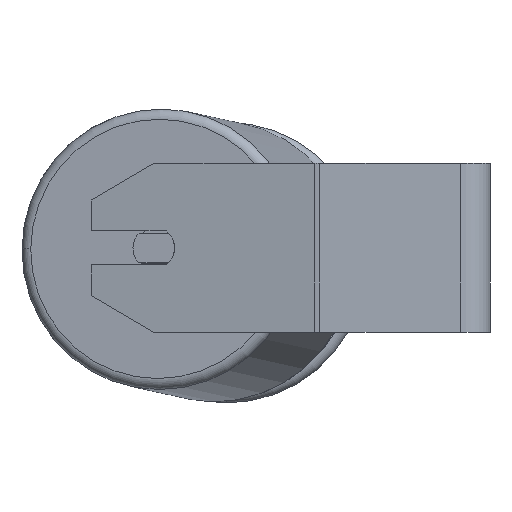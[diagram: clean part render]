
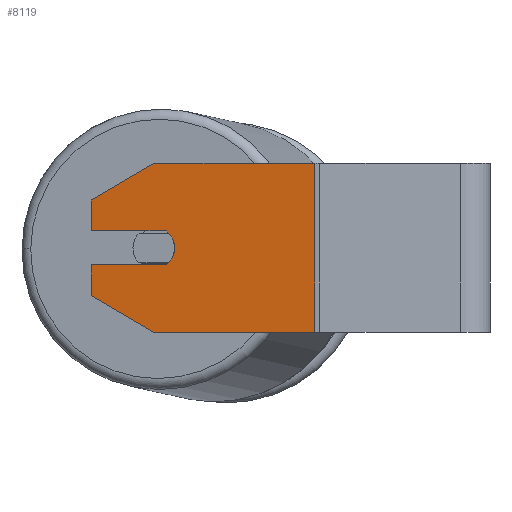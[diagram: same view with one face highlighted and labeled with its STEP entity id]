
A CAD part, left-side view. The second image highlights one B-rep face of the part: STEP entity #8119.
In plain terms, the highlighted planar face has unit normal (-0.985, 0.174, 0).
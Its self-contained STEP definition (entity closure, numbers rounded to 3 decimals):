
#198 = DIRECTION ( 'NONE',  ( 0.985, -0.174, 0. ) ) ;
#269 = DIRECTION ( 'NONE',  ( -0.174, -0.985, 0. ) ) ;
#359 = VERTEX_POINT ( 'NONE', #4050 ) ;
#393 = DIRECTION ( 'NONE',  ( -0.174, -0.985, 0. ) ) ;
#518 = LINE ( 'NONE', #1847, #1362 ) ;
#776 = CARTESIAN_POINT ( 'NONE',  ( -286.338, 159.375, 0. ) ) ;
#844 = CARTESIAN_POINT ( 'NONE',  ( -281.129, 188.919, 40. ) ) ;
#851 = CARTESIAN_POINT ( 'NONE',  ( -299.787, 83.102, -40. ) ) ;
#892 = FACE_OUTER_BOUND ( 'NONE', #3829, .T. ) ;
#909 = VECTOR ( 'NONE', #7730, 1000. ) ;
#926 = ORIENTED_EDGE ( 'NONE', *, *, #3349, .T. ) ;
#1272 = EDGE_CURVE ( 'NONE', #1649, #2678, #7475, .T. ) ;
#1302 = ORIENTED_EDGE ( 'NONE', *, *, #7224, .F. ) ;
#1307 = DIRECTION ( 'NONE',  ( 0., 0., -1. ) ) ;
#1357 = LINE ( 'NONE', #5792, #4039 ) ;
#1362 = VECTOR ( 'NONE', #393, 1000. ) ;
#1420 = DIRECTION ( 'NONE',  ( -0.985, 0.174, 0. ) ) ;
#1649 = VERTEX_POINT ( 'NONE', #5030 ) ;
#1692 = CARTESIAN_POINT ( 'NONE',  ( -281.129, 188.919, -22.679 ) ) ;
#1704 = VECTOR ( 'NONE', #269, 1000. ) ;
#1847 = CARTESIAN_POINT ( 'NONE',  ( -281.129, 188.919, 40. ) ) ;
#1861 = CARTESIAN_POINT ( 'NONE',  ( -281.129, 188.919, 40. ) ) ;
#1918 = ORIENTED_EDGE ( 'NONE', *, *, #8028, .F. ) ;
#1954 = VERTEX_POINT ( 'NONE', #1692 ) ;
#2298 = EDGE_CURVE ( 'NONE', #3738, #4709, #2402, .T. ) ;
#2402 = CIRCLE ( 'NONE', #4973, 10. ) ;
#2620 = DIRECTION ( 'NONE',  ( -0.174, -0.985, 0. ) ) ;
#2678 = VERTEX_POINT ( 'NONE', #851 ) ;
#2811 = PLANE ( 'NONE',  #5885 ) ;
#2906 = ORIENTED_EDGE ( 'NONE', *, *, #2298, .F. ) ;
#3054 = VERTEX_POINT ( 'NONE', #3401 ) ;
#3090 = CARTESIAN_POINT ( 'NONE',  ( -286.338, 159.375, 0. ) ) ;
#3092 = LINE ( 'NONE', #1861, #7460 ) ;
#3235 = LINE ( 'NONE', #5875, #7648 ) ;
#3349 = EDGE_CURVE ( 'NONE', #1954, #1649, #6504, .T. ) ;
#3351 = EDGE_CURVE ( 'NONE', #3054, #359, #4492, .T. ) ;
#3401 = CARTESIAN_POINT ( 'NONE',  ( -281.129, 188.919, 22.679 ) ) ;
#3483 = ORIENTED_EDGE ( 'NONE', *, *, #1272, .T. ) ;
#3521 = CARTESIAN_POINT ( 'NONE',  ( -281.129, 188.919, -40. ) ) ;
#3639 = ORIENTED_EDGE ( 'NONE', *, *, #4067, .F. ) ;
#3680 = ORIENTED_EDGE ( 'NONE', *, *, #6255, .F. ) ;
#3738 = VERTEX_POINT ( 'NONE', #6397 ) ;
#3829 = EDGE_LOOP ( 'NONE', ( #2906, #1918, #6809, #926, #3483, #1302, #3680, #3935, #5287, #3639, #4102 ) ) ;
#3896 = LINE ( 'NONE', #6497, #4378 ) ;
#3935 = ORIENTED_EDGE ( 'NONE', *, *, #5996, .T. ) ;
#3954 = DIRECTION ( 'NONE',  ( 0.174, 0.985, 0. ) ) ;
#4039 = VECTOR ( 'NONE', #3954, 1000. ) ;
#4050 = CARTESIAN_POINT ( 'NONE',  ( -281.129, 188.919, 8. ) ) ;
#4067 = EDGE_CURVE ( 'NONE', #4652, #359, #1357, .T. ) ;
#4102 = ORIENTED_EDGE ( 'NONE', *, *, #5952, .F. ) ;
#4328 = CARTESIAN_POINT ( 'NONE',  ( -288.075, 149.527, 0. ) ) ;
#4378 = VECTOR ( 'NONE', #7803, 1000. ) ;
#4485 = VERTEX_POINT ( 'NONE', #6379 ) ;
#4492 = LINE ( 'NONE', #7769, #7830 ) ;
#4493 = CARTESIAN_POINT ( 'NONE',  ( -299.787, 83.102, 40. ) ) ;
#4652 = VERTEX_POINT ( 'NONE', #6158 ) ;
#4709 = VERTEX_POINT ( 'NONE', #4328 ) ;
#4845 = EDGE_CURVE ( 'NONE', #4485, #1954, #3092, .T. ) ;
#4973 = AXIS2_PLACEMENT_3D ( 'NONE', #776, #1420, #5336 ) ;
#5030 = CARTESIAN_POINT ( 'NONE',  ( -286.338, 159.375, -40. ) ) ;
#5137 = CARTESIAN_POINT ( 'NONE',  ( -286.338, 159.375, -40. ) ) ;
#5272 = DIRECTION ( 'NONE',  ( -0.174, -0.985, 0. ) ) ;
#5287 = ORIENTED_EDGE ( 'NONE', *, *, #3351, .T. ) ;
#5311 = DIRECTION ( 'NONE',  ( 0.174, 0.985, 0. ) ) ;
#5336 = DIRECTION ( 'NONE',  ( -0.174, -0.985, 0. ) ) ;
#5691 = DIRECTION ( 'NONE',  ( -0.985, 0.174, 0. ) ) ;
#5792 = CARTESIAN_POINT ( 'NONE',  ( -287.38, 153.466, 8. ) ) ;
#5875 = CARTESIAN_POINT ( 'NONE',  ( -287.38, 153.466, -8. ) ) ;
#5885 = AXIS2_PLACEMENT_3D ( 'NONE', #844, #198, #5311 ) ;
#5952 = EDGE_CURVE ( 'NONE', #4709, #4652, #6689, .T. ) ;
#5980 = VERTEX_POINT ( 'NONE', #6451 ) ;
#5996 = EDGE_CURVE ( 'NONE', #5980, #3054, #3896, .T. ) ;
#6158 = CARTESIAN_POINT ( 'NONE',  ( -287.38, 153.466, 8. ) ) ;
#6255 = EDGE_CURVE ( 'NONE', #5980, #8390, #518, .T. ) ;
#6379 = CARTESIAN_POINT ( 'NONE',  ( -281.129, 188.919, -8. ) ) ;
#6397 = CARTESIAN_POINT ( 'NONE',  ( -287.38, 153.466, -8. ) ) ;
#6421 = CARTESIAN_POINT ( 'NONE',  ( -299.787, 83.102, 40. ) ) ;
#6451 = CARTESIAN_POINT ( 'NONE',  ( -286.338, 159.375, 40. ) ) ;
#6453 = DIRECTION ( 'NONE',  ( 0., 0., -1. ) ) ;
#6497 = CARTESIAN_POINT ( 'NONE',  ( -281.129, 188.919, 22.679 ) ) ;
#6504 = LINE ( 'NONE', #5137, #909 ) ;
#6689 = CIRCLE ( 'NONE', #8047, 10. ) ;
#6809 = ORIENTED_EDGE ( 'NONE', *, *, #4845, .T. ) ;
#7098 = DIRECTION ( 'NONE',  ( 0., 0., -1. ) ) ;
#7224 = EDGE_CURVE ( 'NONE', #8390, #2678, #7770, .T. ) ;
#7362 = VECTOR ( 'NONE', #1307, 1000. ) ;
#7460 = VECTOR ( 'NONE', #6453, 1000. ) ;
#7475 = LINE ( 'NONE', #3521, #1704 ) ;
#7648 = VECTOR ( 'NONE', #5272, 1000. ) ;
#7730 = DIRECTION ( 'NONE',  ( -0.15, -0.853, -0.5 ) ) ;
#7769 = CARTESIAN_POINT ( 'NONE',  ( -281.129, 188.919, 40. ) ) ;
#7770 = LINE ( 'NONE', #4493, #7362 ) ;
#7803 = DIRECTION ( 'NONE',  ( 0.15, 0.853, -0.5 ) ) ;
#7830 = VECTOR ( 'NONE', #7098, 1000. ) ;
#8028 = EDGE_CURVE ( 'NONE', #4485, #3738, #3235, .T. ) ;
#8047 = AXIS2_PLACEMENT_3D ( 'NONE', #3090, #5691, #2620 ) ;
#8119 = ADVANCED_FACE ( 'NONE', ( #892 ), #2811, .F. ) ;
#8390 = VERTEX_POINT ( 'NONE', #6421 ) ;
